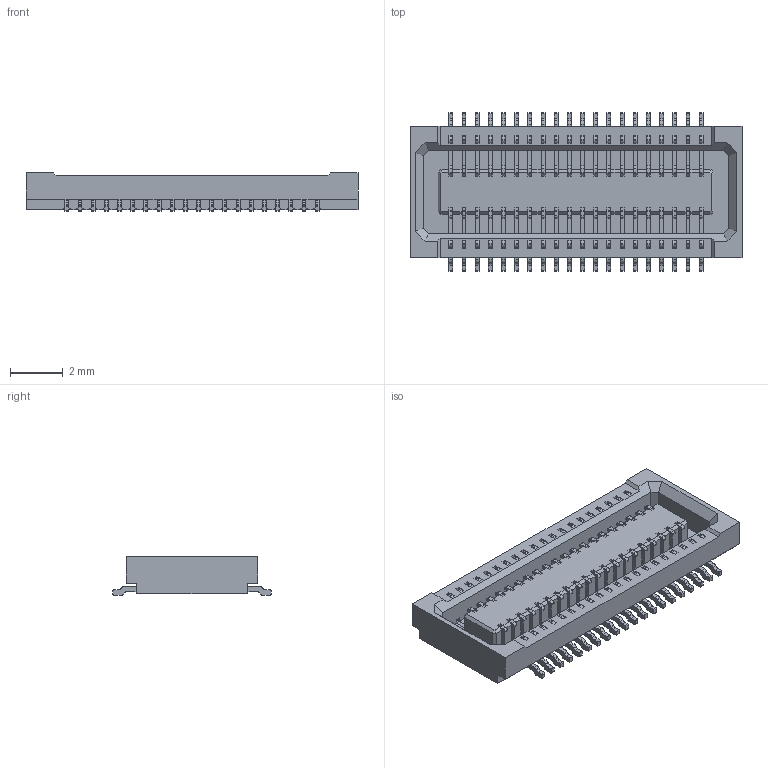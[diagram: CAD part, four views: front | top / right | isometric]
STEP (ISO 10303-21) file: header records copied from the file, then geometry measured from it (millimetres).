
FILE_DESCRIPTION(/* description */ ('Unknown'),/* implementation_level */ '2;1');
FILE_NAME(/* name */ '658561423040',/* time_stamp */ '2024-10-08T09:49:00+02:00',/* author */ ('Unknown'),/* organization */ ('Unknown'),/* preprocessor_version */ 'ST-DEVELOPER v19.4',/* originating_system */ 'Solid Edge',/* authorisation */ 'Unknown');
FILE_SCHEMA (('AUTOMOTIVE_DESIGN {1 0 10303 214 3 1 1}'));
Length unit declared in the file: millimetre
Products named in the file (3): 658561423xxx; 658561423040; 658561423xxx_Contact
Assembly tree (41 placements, depth 2):
  658561423xxx
    658561423040
    658561423xxx_Contact  x40
Bounding box: 12.6 x 6 x 1.46 mm (x, y, z)
Volume: 100.9 mm3; surface area: 751.7 mm2
Topology: 42 solids, 42 shells, 3140 faces, 9696 edges, 6400 vertices
Faces by surface type: plane 2380, cylinder 760
Entity records: 51878 total; most frequent: ORIENTED_EDGE 9564, CARTESIAN_POINT 9372, DIRECTION 7908, EDGE_CURVE 4782, LINE 4588, VECTOR 4588, VERTEX_POINT 3124, AXIS2_PLACEMENT_3D 1660
